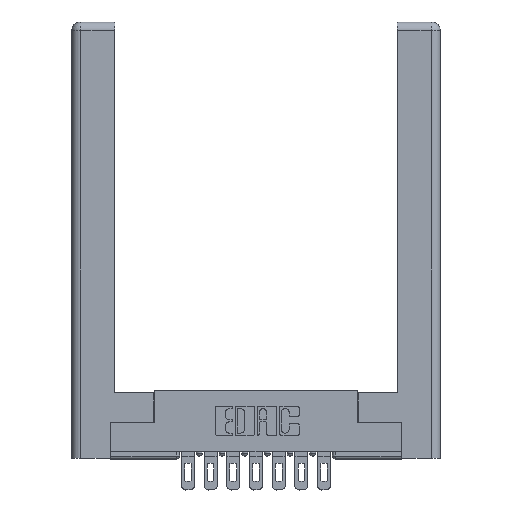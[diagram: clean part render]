
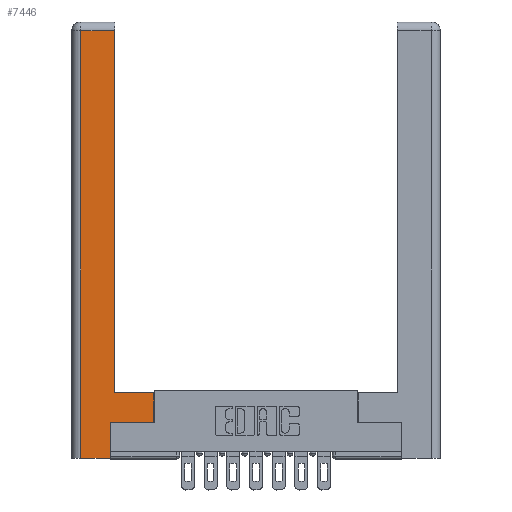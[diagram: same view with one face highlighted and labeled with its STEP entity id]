
A CAD part, top view. The second image highlights one B-rep face of the part: STEP entity #7446.
In plain terms, the highlighted planar face has unit normal (0, 0, 1).
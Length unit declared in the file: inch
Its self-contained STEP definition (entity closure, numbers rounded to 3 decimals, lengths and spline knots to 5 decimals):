
#186 = VECTOR ( 'NONE', #8204, 39.37008 ) ;
#715 = PLANE ( 'NONE',  #6972 ) ;
#866 = DIRECTION ( 'NONE',  ( 0., 1., 0. ) ) ;
#891 = DIRECTION ( 'NONE',  ( 0., -1., 0. ) ) ;
#1257 = CARTESIAN_POINT ( 'NONE',  ( 0.565, 0.245, 0. ) ) ;
#1469 = EDGE_CURVE ( 'NONE', #3195, #13005, #12179, .T. ) ;
#1533 = ORIENTED_EDGE ( 'NONE', *, *, #2478, .T. ) ;
#1589 = CARTESIAN_POINT ( 'NONE',  ( 0.0615, 2.94, 0. ) ) ;
#1764 = CARTESIAN_POINT ( 'NONE',  ( 0.0615, 2.94, 0. ) ) ;
#1804 = ORIENTED_EDGE ( 'NONE', *, *, #10966, .T. ) ;
#1896 = CARTESIAN_POINT ( 'NONE',  ( 0.265, 0., 0. ) ) ;
#1973 = EDGE_CURVE ( 'NONE', #7883, #2343, #3943, .T. ) ;
#2107 = ORIENTED_EDGE ( 'NONE', *, *, #1973, .T. ) ;
#2343 = VERTEX_POINT ( 'NONE', #6725 ) ;
#2478 = EDGE_CURVE ( 'NONE', #13005, #5805, #3006, .T. ) ;
#2641 = CARTESIAN_POINT ( 'NONE',  ( 0.0615, 0., 0. ) ) ;
#2674 = CARTESIAN_POINT ( 'NONE',  ( 0.295, 0.45, 0. ) ) ;
#2695 = DIRECTION ( 'NONE',  ( 0., 0., -1. ) ) ;
#2824 = CARTESIAN_POINT ( 'NONE',  ( 0.565, 0.45, 0. ) ) ;
#2902 = LINE ( 'NONE', #10018, #9444 ) ;
#2991 = VECTOR ( 'NONE', #12616, 39.37008 ) ;
#3006 = LINE ( 'NONE', #6216, #3807 ) ;
#3195 = VERTEX_POINT ( 'NONE', #5000 ) ;
#3800 = DIRECTION ( 'NONE',  ( -1., 0., 0. ) ) ;
#3807 = VECTOR ( 'NONE', #891, 39.37008 ) ;
#3943 = LINE ( 'NONE', #2824, #186 ) ;
#4997 = DIRECTION ( 'NONE',  ( -1., 0., 0. ) ) ;
#5000 = CARTESIAN_POINT ( 'NONE',  ( 0.295, 2.94, 0. ) ) ;
#5045 = LINE ( 'NONE', #1896, #2991 ) ;
#5046 = ORIENTED_EDGE ( 'NONE', *, *, #9406, .T. ) ;
#5296 = EDGE_LOOP ( 'NONE', ( #9035, #6699, #1533, #1804, #10985, #12374, #2107, #5046 ) ) ;
#5805 = VERTEX_POINT ( 'NONE', #2641 ) ;
#5822 = CARTESIAN_POINT ( 'NONE',  ( 0.265, 0., 0. ) ) ;
#5911 = EDGE_CURVE ( 'NONE', #8252, #3195, #11384, .T. ) ;
#6216 = CARTESIAN_POINT ( 'NONE',  ( 0.0615, 0., 0. ) ) ;
#6446 = LINE ( 'NONE', #1257, #8328 ) ;
#6699 = ORIENTED_EDGE ( 'NONE', *, *, #1469, .T. ) ;
#6725 = CARTESIAN_POINT ( 'NONE',  ( 0.565, 0.45, 0. ) ) ;
#6755 = VECTOR ( 'NONE', #3800, 39.37008 ) ;
#6972 = AXIS2_PLACEMENT_3D ( 'NONE', #12220, #2695, #4997 ) ;
#7446 = ADVANCED_FACE ( 'NONE', ( #8217 ), #715, .F. ) ;
#7883 = VERTEX_POINT ( 'NONE', #9172 ) ;
#8057 = VECTOR ( 'NONE', #12107, 39.37008 ) ;
#8204 = DIRECTION ( 'NONE',  ( 0., 1., 0. ) ) ;
#8217 = FACE_OUTER_BOUND ( 'NONE', #5296, .T. ) ;
#8252 = VERTEX_POINT ( 'NONE', #12246 ) ;
#8291 = CARTESIAN_POINT ( 'NONE',  ( 0.295, 3., 0. ) ) ;
#8328 = VECTOR ( 'NONE', #12951, 39.37008 ) ;
#9035 = ORIENTED_EDGE ( 'NONE', *, *, #5911, .T. ) ;
#9172 = CARTESIAN_POINT ( 'NONE',  ( 0.565, 0.245, 0. ) ) ;
#9406 = EDGE_CURVE ( 'NONE', #2343, #8252, #12201, .T. ) ;
#9444 = VECTOR ( 'NONE', #10155, 39.37008 ) ;
#9594 = VECTOR ( 'NONE', #866, 39.37008 ) ;
#9662 = EDGE_CURVE ( 'NONE', #10795, #7883, #6446, .T. ) ;
#10018 = CARTESIAN_POINT ( 'NONE',  ( 0.265, 0.245, 0. ) ) ;
#10155 = DIRECTION ( 'NONE',  ( 0., 1., 0. ) ) ;
#10203 = CARTESIAN_POINT ( 'NONE',  ( 0.265, 0.245, 0. ) ) ;
#10265 = EDGE_CURVE ( 'NONE', #10748, #10795, #2902, .T. ) ;
#10748 = VERTEX_POINT ( 'NONE', #5822 ) ;
#10795 = VERTEX_POINT ( 'NONE', #10203 ) ;
#10966 = EDGE_CURVE ( 'NONE', #5805, #10748, #5045, .T. ) ;
#10985 = ORIENTED_EDGE ( 'NONE', *, *, #10265, .T. ) ;
#11384 = LINE ( 'NONE', #8291, #9594 ) ;
#12107 = DIRECTION ( 'NONE',  ( -1., 0., 0. ) ) ;
#12179 = LINE ( 'NONE', #1589, #8057 ) ;
#12201 = LINE ( 'NONE', #2674, #6755 ) ;
#12220 = CARTESIAN_POINT ( 'NONE',  ( 0., 0., 0. ) ) ;
#12246 = CARTESIAN_POINT ( 'NONE',  ( 0.295, 0.45, 0. ) ) ;
#12374 = ORIENTED_EDGE ( 'NONE', *, *, #9662, .T. ) ;
#12616 = DIRECTION ( 'NONE',  ( 1., 0., 0. ) ) ;
#12951 = DIRECTION ( 'NONE',  ( 1., 0., 0. ) ) ;
#13005 = VERTEX_POINT ( 'NONE', #1764 ) ;
